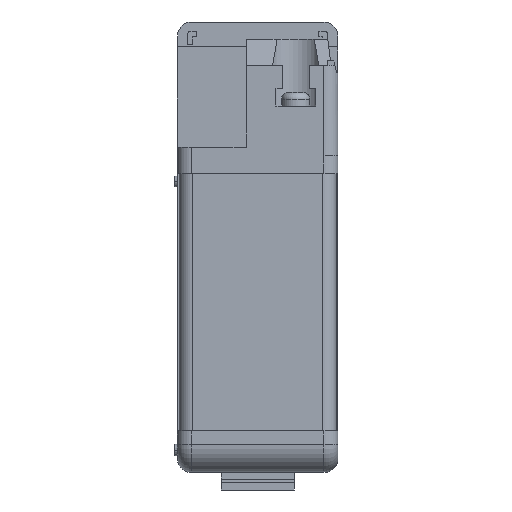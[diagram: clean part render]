
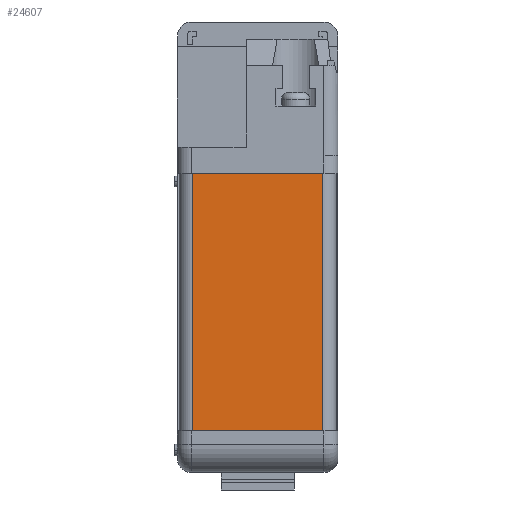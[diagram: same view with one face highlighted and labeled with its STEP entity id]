
A CAD part, front view. The second image highlights one B-rep face of the part: STEP entity #24607.
In plain terms, the highlighted planar face has unit normal (0, -1, 0).
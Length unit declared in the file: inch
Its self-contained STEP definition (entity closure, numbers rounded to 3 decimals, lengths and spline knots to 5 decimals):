
#247 = LINE ( 'NONE', #11554, #11142 ) ;
#2915 = ORIENTED_EDGE ( 'NONE', *, *, #8962, .F. ) ;
#4008 = DIRECTION ( 'NONE',  ( 0., -1., 0. ) ) ;
#5069 = VECTOR ( 'NONE', #27769, 39.37008 ) ;
#6110 = PLANE ( 'NONE',  #16707 ) ;
#7120 = ORIENTED_EDGE ( 'NONE', *, *, #16438, .F. ) ;
#8962 = EDGE_CURVE ( 'NONE', #9529, #16469, #247, .T. ) ;
#9299 = DIRECTION ( 'NONE',  ( -1., 0., 0. ) ) ;
#9529 = VERTEX_POINT ( 'NONE', #13714 ) ;
#10199 = LINE ( 'NONE', #12703, #5069 ) ;
#10272 = ORIENTED_EDGE ( 'NONE', *, *, #20072, .T. ) ;
#10345 = ORIENTED_EDGE ( 'NONE', *, *, #16305, .T. ) ;
#10982 = CARTESIAN_POINT ( 'NONE',  ( 0.5775, -2.9375, 0.655 ) ) ;
#11142 = VECTOR ( 'NONE', #9299, 39.37008 ) ;
#11554 = CARTESIAN_POINT ( 'NONE',  ( 0.5775, -2.9375, -1.63 ) ) ;
#11839 = FACE_OUTER_BOUND ( 'NONE', #27011, .T. ) ;
#12703 = CARTESIAN_POINT ( 'NONE',  ( -0.5775, -2.9375, 0.655 ) ) ;
#13173 = DIRECTION ( 'NONE',  ( -1., 0., 0. ) ) ;
#13435 = VECTOR ( 'NONE', #18145, 39.37008 ) ;
#13714 = CARTESIAN_POINT ( 'NONE',  ( 0.5775, -2.9375, -1.63 ) ) ;
#14112 = LINE ( 'NONE', #20330, #13435 ) ;
#15135 = VECTOR ( 'NONE', #13173, 39.37008 ) ;
#16252 = CARTESIAN_POINT ( 'NONE',  ( 0.5775, -2.9375, 0.655 ) ) ;
#16305 = EDGE_CURVE ( 'NONE', #16583, #18164, #20869, .T. ) ;
#16438 = EDGE_CURVE ( 'NONE', #16583, #9529, #14112, .T. ) ;
#16469 = VERTEX_POINT ( 'NONE', #26818 ) ;
#16583 = VERTEX_POINT ( 'NONE', #16252 ) ;
#16707 = AXIS2_PLACEMENT_3D ( 'NONE', #16986, #4008, #19145 ) ;
#16986 = CARTESIAN_POINT ( 'NONE',  ( 0.5775, -2.9375, 0.655 ) ) ;
#18145 = DIRECTION ( 'NONE',  ( 0., 0., -1. ) ) ;
#18164 = VERTEX_POINT ( 'NONE', #19682 ) ;
#19145 = DIRECTION ( 'NONE',  ( 0., 0., -1. ) ) ;
#19682 = CARTESIAN_POINT ( 'NONE',  ( -0.5775, -2.9375, 0.655 ) ) ;
#20072 = EDGE_CURVE ( 'NONE', #18164, #16469, #10199, .T. ) ;
#20330 = CARTESIAN_POINT ( 'NONE',  ( 0.5775, -2.9375, 0.655 ) ) ;
#20869 = LINE ( 'NONE', #10982, #15135 ) ;
#24607 = ADVANCED_FACE ( 'NONE', ( #11839 ), #6110, .T. ) ;
#26818 = CARTESIAN_POINT ( 'NONE',  ( -0.5775, -2.9375, -1.63 ) ) ;
#27011 = EDGE_LOOP ( 'NONE', ( #2915, #7120, #10345, #10272 ) ) ;
#27769 = DIRECTION ( 'NONE',  ( 0., 0., -1. ) ) ;
